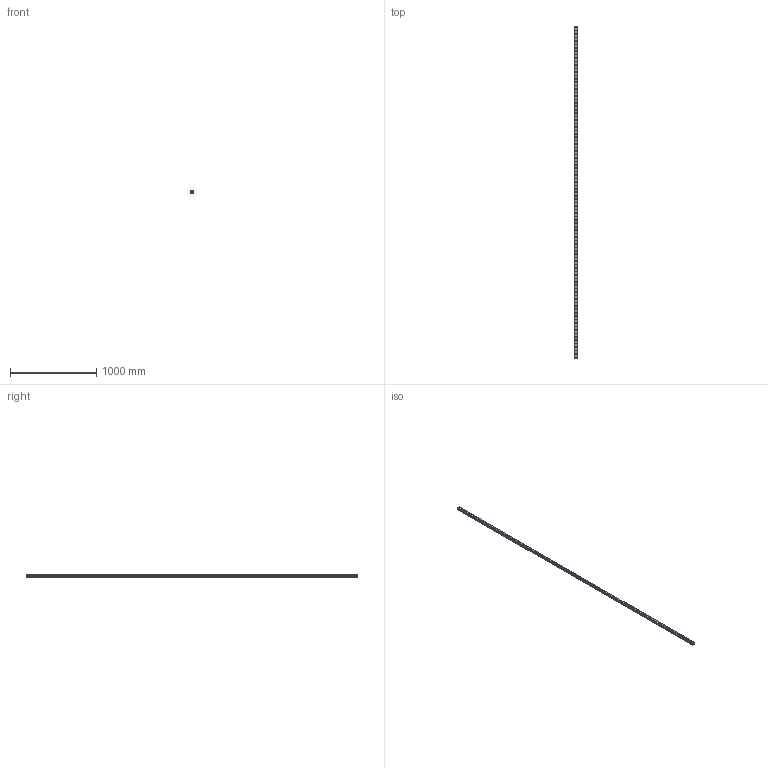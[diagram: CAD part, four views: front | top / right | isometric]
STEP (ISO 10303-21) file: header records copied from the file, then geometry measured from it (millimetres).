
FILE_DESCRIPTION(('STEP AP214'),'1');
FILE_NAME('cctmp_BE06B3B0-7DEC-4998-B993-7F7FA0F02427_2021_03_11_12_11_59_0240..stp','2021-03-11T11:11:59',('HIWIN GmbH'),('CADClick - www.CADClick.com'),'Spatial InterOp 3D',' ','unknown authorization');
FILE_SCHEMA(('AUTOMOTIVE_DESIGN'));
Length unit declared in the file: millimetre
Products named in the file (1): RGR30R3860H_FILE
Bounding box: 28 x 3860 x 28 mm (x, y, z)
Volume: 2213774.8 mm3; surface area: 572691.8 mm2
Topology: 1 solids, 1 shells, 988 faces, 2073 edges, 1382 vertices
Faces by surface type: cylinder 600, plane 388
Entity records: 34905 total; most frequent: DIRECTION 5251, CARTESIAN_POINT 4444, ORIENTED_EDGE 4146, AXIS2_PLACEMENT_3D 2189, EDGE_CURVE 2073, VERTEX_POINT 1382, EDGE_LOOP 1283, CIRCLE 1200
